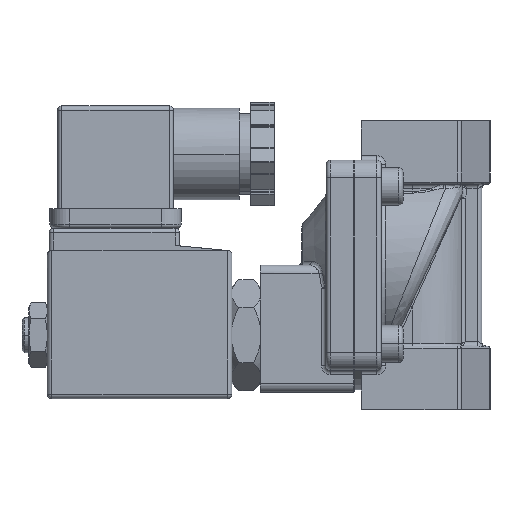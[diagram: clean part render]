
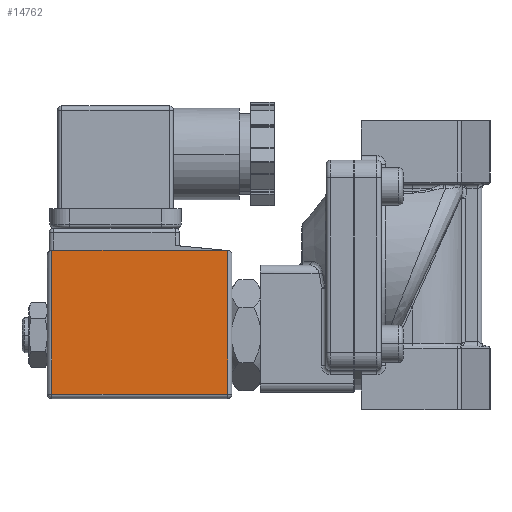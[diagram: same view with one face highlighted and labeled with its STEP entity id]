
A CAD part, left-side view. The second image highlights one B-rep face of the part: STEP entity #14762.
In plain terms, the highlighted planar face has unit normal (-1, 0, 0).
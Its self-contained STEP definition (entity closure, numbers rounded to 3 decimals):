
#500 = EDGE_CURVE ( 'NONE', #8915, #13728, #8710, .T. ) ;
#656 = DIRECTION ( 'NONE',  ( 0., -1., 0. ) ) ;
#800 = CARTESIAN_POINT ( 'NONE',  ( -14.95, 59.1, -30.5 ) ) ;
#1420 = LINE ( 'NONE', #8451, #11392 ) ;
#1823 = VERTEX_POINT ( 'NONE', #7189 ) ;
#1858 = FACE_OUTER_BOUND ( 'NONE', #7323, .T. ) ;
#1957 = VECTOR ( 'NONE', #14571, 1000. ) ;
#2050 = DIRECTION ( 'NONE',  ( 0., 0., 1. ) ) ;
#2071 = DIRECTION ( 'NONE',  ( 1., 0., 0. ) ) ;
#2545 = DIRECTION ( 'NONE',  ( 0., -1., 0. ) ) ;
#2630 = EDGE_CURVE ( 'NONE', #14427, #13728, #16445, .T. ) ;
#3228 = EDGE_CURVE ( 'NONE', #8915, #1823, #15900, .T. ) ;
#3829 = AXIS2_PLACEMENT_3D ( 'NONE', #800, #2071, #11192 ) ;
#5437 = CARTESIAN_POINT ( 'NONE',  ( -14.95, 100.3, -30.5 ) ) ;
#7189 = CARTESIAN_POINT ( 'NONE',  ( -14.95, 100.3, -29.5 ) ) ;
#7323 = EDGE_LOOP ( 'NONE', ( #13978, #14170, #13912, #10672 ) ) ;
#8440 = CARTESIAN_POINT ( 'NONE',  ( -14.95, 60.1, 3.4 ) ) ;
#8451 = CARTESIAN_POINT ( 'NONE',  ( -14.95, 59.1, -29.5 ) ) ;
#8710 = LINE ( 'NONE', #12980, #15260 ) ;
#8915 = VERTEX_POINT ( 'NONE', #16207 ) ;
#9512 = VECTOR ( 'NONE', #2050, 1000. ) ;
#10672 = ORIENTED_EDGE ( 'NONE', *, *, #2630, .T. ) ;
#11192 = DIRECTION ( 'NONE',  ( 0., 0., 1. ) ) ;
#11392 = VECTOR ( 'NONE', #656, 1000. ) ;
#12437 = CARTESIAN_POINT ( 'NONE',  ( -14.95, 60.1, 3.4 ) ) ;
#12980 = CARTESIAN_POINT ( 'NONE',  ( -14.95, 101.3, 3.4 ) ) ;
#13720 = PLANE ( 'NONE',  #3829 ) ;
#13728 = VERTEX_POINT ( 'NONE', #8440 ) ;
#13912 = ORIENTED_EDGE ( 'NONE', *, *, #16620, .T. ) ;
#13978 = ORIENTED_EDGE ( 'NONE', *, *, #500, .F. ) ;
#14170 = ORIENTED_EDGE ( 'NONE', *, *, #3228, .T. ) ;
#14427 = VERTEX_POINT ( 'NONE', #16657 ) ;
#14571 = DIRECTION ( 'NONE',  ( 0., 0., -1. ) ) ;
#14762 = ADVANCED_FACE ( 'NONE', ( #1858 ), #13720, .F. ) ;
#15260 = VECTOR ( 'NONE', #2545, 1000. ) ;
#15900 = LINE ( 'NONE', #5437, #1957 ) ;
#16207 = CARTESIAN_POINT ( 'NONE',  ( -14.95, 100.3, 3.4 ) ) ;
#16445 = LINE ( 'NONE', #12437, #9512 ) ;
#16620 = EDGE_CURVE ( 'NONE', #1823, #14427, #1420, .T. ) ;
#16657 = CARTESIAN_POINT ( 'NONE',  ( -14.95, 60.1, -29.5 ) ) ;
